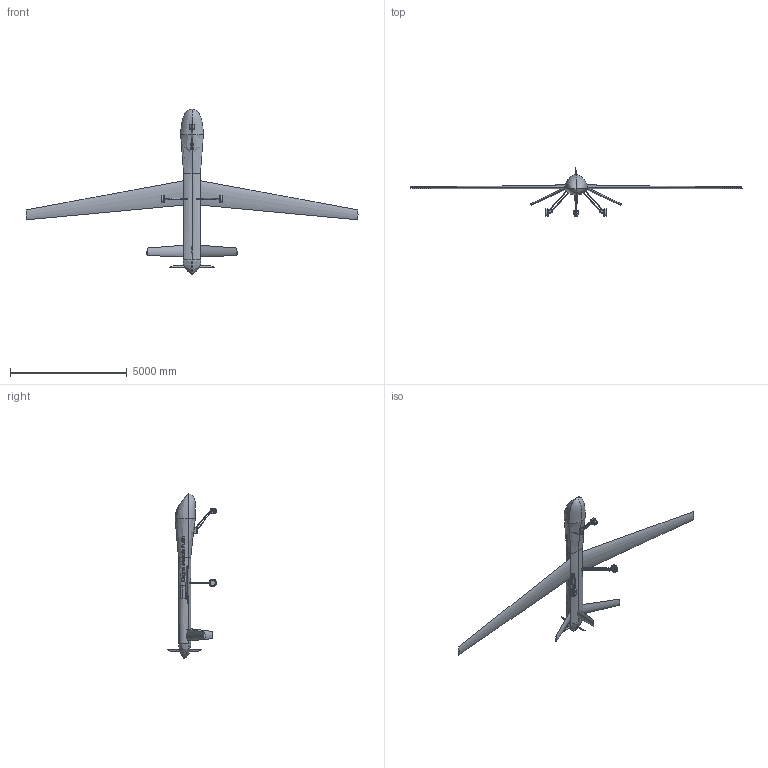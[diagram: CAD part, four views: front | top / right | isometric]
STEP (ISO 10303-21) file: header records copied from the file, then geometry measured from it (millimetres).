
FILE_DESCRIPTION(('FreeCAD Model'),'2;1');
FILE_NAME('Open CASCADE Shape Model','2025-04-27T01:17:24',('FreeCAD'),( 'FreeCAD'),'Open CASCADE STEP processor 7.6','FreeCAD','Unknown');
FILE_SCHEMA(('AUTOMOTIVE_DESIGN { 1 0 10303 214 1 1 1 1 }'));
Length unit declared in the file: millimetre
Products named in the file (1): Open CASCADE STEP translator 7.6 1
Bounding box: 14189.89 x 2097.81 x 7070.92 mm (x, y, z)
Surface area: 44863476.8 mm2 (no closed solid volume)
Topology: 0 solids, 28 shells, 328 faces, 1088 edges, 832 vertices
Faces by surface type: bspline 328
Entity records: 20830 total; most frequent: CARTESIAN_POINT 14680, ORIENTED_EDGE 2076, EDGE_CURVE 1078, VERTEX_POINT 832, B_SPLINE_CURVE_WITH_KNOTS 822, FACE_BOUND 382, EDGE_LOOP 382, ADVANCED_FACE 328
